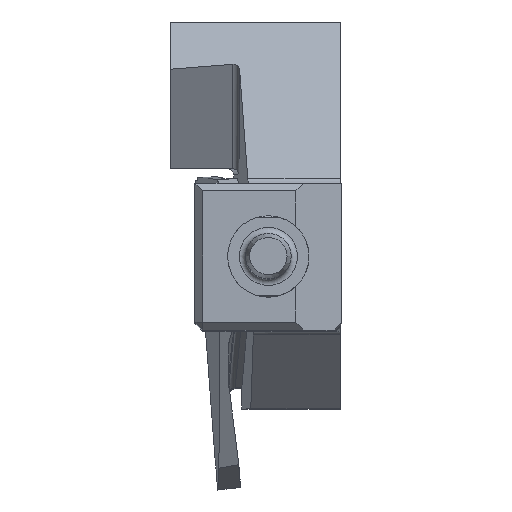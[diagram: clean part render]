
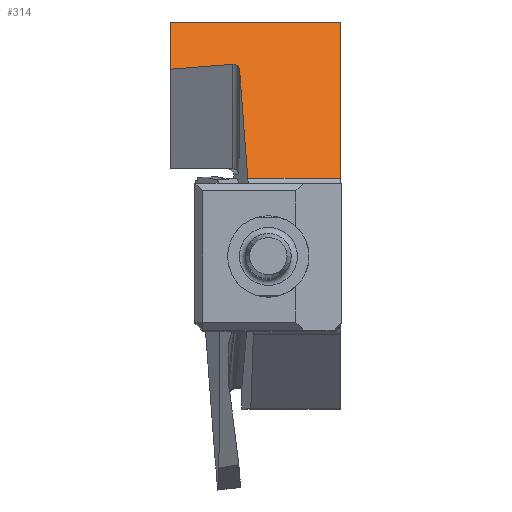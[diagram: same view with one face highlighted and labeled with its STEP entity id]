
A CAD part, top view. The second image highlights one B-rep face of the part: STEP entity #314.
In plain terms, the highlighted planar face has unit normal (0, 0.5, 0.866).
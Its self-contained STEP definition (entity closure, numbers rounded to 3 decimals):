
#314=ADVANCED_FACE('',(#537),#463,.F.);
#463=PLANE('',#2749);
#537=FACE_OUTER_BOUND('',#681,.T.);
#681=EDGE_LOOP('',(#921,#922,#923,#924,#925,#926,#927));
#833=ELLIPSE('',#2748,0.462,0.4);
#921=ORIENTED_EDGE('',*,*,#1911,.T.);
#922=ORIENTED_EDGE('',*,*,#1912,.T.);
#923=ORIENTED_EDGE('',*,*,#1913,.F.);
#924=ORIENTED_EDGE('',*,*,#1914,.T.);
#925=ORIENTED_EDGE('',*,*,#1915,.F.);
#926=ORIENTED_EDGE('',*,*,#1916,.T.);
#927=ORIENTED_EDGE('',*,*,#1917,.F.);
#1669=VERTEX_POINT('',#3762);
#1670=VERTEX_POINT('',#3763);
#1671=VERTEX_POINT('',#3765);
#1672=VERTEX_POINT('',#3767);
#1673=VERTEX_POINT('',#3769);
#1674=VERTEX_POINT('',#3771);
#1675=VERTEX_POINT('',#3773);
#1911=EDGE_CURVE('',#1669,#1670,#2285,.T.);
#1912=EDGE_CURVE('',#1670,#1671,#2286,.T.);
#1913=EDGE_CURVE('',#1672,#1671,#2287,.T.);
#1914=EDGE_CURVE('',#1672,#1673,#2288,.T.);
#1915=EDGE_CURVE('',#1674,#1673,#2289,.T.);
#1916=EDGE_CURVE('',#1674,#1675,#833,.T.);
#1917=EDGE_CURVE('',#1669,#1675,#2290,.T.);
#2285=LINE('',#3761,#2492);
#2286=LINE('',#3764,#2493);
#2287=LINE('',#3766,#2494);
#2288=LINE('',#3768,#2495);
#2289=LINE('',#3770,#2496);
#2290=LINE('',#3774,#2497);
#2492=VECTOR('',#3041,1.);
#2493=VECTOR('',#3042,1.);
#2494=VECTOR('',#3043,1.);
#2495=VECTOR('',#3044,1.);
#2496=VECTOR('',#3045,1.);
#2497=VECTOR('',#3048,1.);
#2748=AXIS2_PLACEMENT_3D('',#3772,#3046,#3047);
#2749=AXIS2_PLACEMENT_3D('',#3775,#3049,#3050);
#3041=DIRECTION('',(1.,0.,0.));
#3042=DIRECTION('',(0.,0.866,-0.5));
#3043=DIRECTION('',(1.,0.,0.));
#3044=DIRECTION('',(0.,-0.866,0.5));
#3045=DIRECTION('',(-0.996,-0.078,0.045));
#3046=DIRECTION('',(0.,-0.5,-0.866));
#3047=DIRECTION('',(-0.009,-0.866,0.5));
#3048=DIRECTION('',(-0.065,0.864,-0.499));
#3049=DIRECTION('',(0.,-0.5,-0.866));
#3050=DIRECTION('',(0.,-0.866,0.5));
#3761=CARTESIAN_POINT('',(-20.25,9.9,-50.193));
#3762=CARTESIAN_POINT('',(3.418,9.9,-50.193));
#3763=CARTESIAN_POINT('',(9.4,9.9,-50.193));
#3764=CARTESIAN_POINT('',(9.4,9.9,-50.193));
#3765=CARTESIAN_POINT('',(9.4,20.,-56.024));
#3766=CARTESIAN_POINT('',(-20.25,20.,-56.024));
#3767=CARTESIAN_POINT('',(-1.6,20.,-56.024));
#3768=CARTESIAN_POINT('',(-1.6,9.9,-50.193));
#3769=CARTESIAN_POINT('',(-1.6,16.948,-54.262));
#3770=CARTESIAN_POINT('',(-20.828,15.446,-53.395));
#3771=CARTESIAN_POINT('',(2.462,17.265,-54.445));
#3772=CARTESIAN_POINT('',(2.493,16.866,-54.214));
#3773=CARTESIAN_POINT('',(2.891,16.897,-54.232));
#3774=CARTESIAN_POINT('',(3.318,11.231,-50.961));
#3775=CARTESIAN_POINT('',(-20.25,9.9,-50.193));
